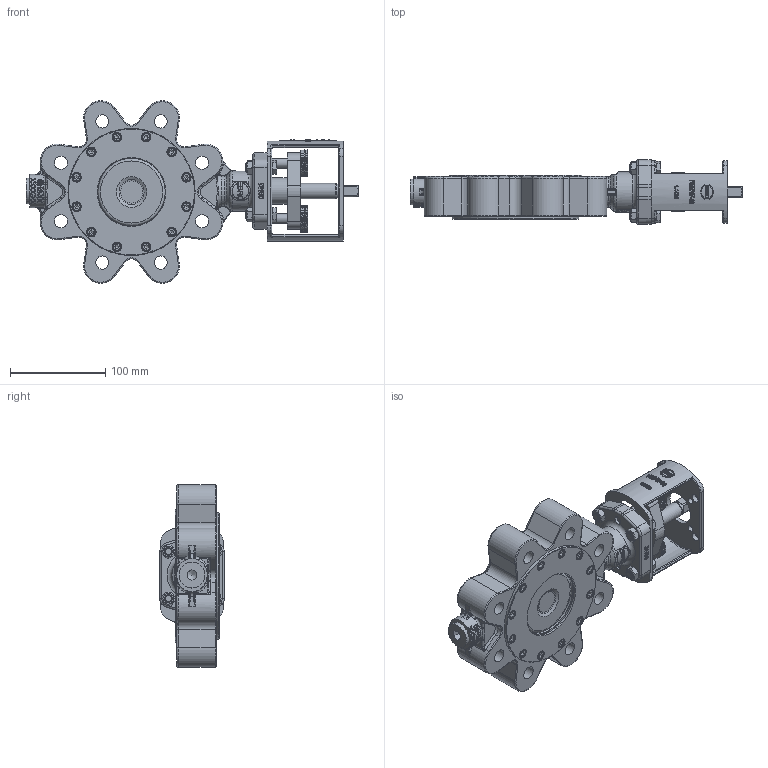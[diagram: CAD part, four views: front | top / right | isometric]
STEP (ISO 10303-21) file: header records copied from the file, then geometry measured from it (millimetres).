
FILE_DESCRIPTION(/* description */ (''),/* implementation_level */ '2;1');
FILE_NAME(/* name */ 'HP114 DN80 PN25-40.stp',/* time_stamp */ '2016-10-24T14:33:24+02:00',/* author */ ('Hellwig'),/* organization */ (''),/* preprocessor_version */ 'ST-DEVELOPER v15.6',/* originating_system */ 'Autodesk Inventor 2015',/* authorisation */ '');
FILE_SCHEMA (('AUTOMOTIVE_DESIGN { 1 0 10303 214 3 1 1 }'));
Products named in the file (1): M39772
Bounding box: 347.7 x 67.52 x 191.14 mm (x, y, z)
Volume: 8354.6 mm3; surface area: 273800.9 mm2
Topology: 43 solids, 44 shells, 2119 faces, 5220 edges, 3282 vertices
Faces by surface type: plane 782, cylinder 504, bspline 481, torus 180, cone 168, sphere 4
Full cylindrical faces by diameter (mm): 4.134 x12, 5 x12, 5.5 x12, 6.6 x8, 7.323 x4, 8 x10, 8.1 x2, 8.376 x2, 8.5 x12, 9 x12, 9.367 x4, 10 x16, 10.2 x12, 11 x2, 11.4 x4, 13.835 x8, 15.3 x1, 16 x2, 16.05 x3, 16.1 x1, 16.2 x4, 18.1 x1, 19.1 x3, 19.15 x2, 20.376 x2, 22 x1, 24.2 x2, 27 x1, 27.2 x1, 27.8 x1
Entity records: 105002 total; most frequent: CARTESIAN_POINT 57399, ORIENTED_EDGE 9454, DIRECTION 8312, EDGE_CURVE 4715, AXIS2_PLACEMENT_3D 3271, VERTEX_POINT 3181, EDGE_LOOP 2780, FACE_OUTER_BOUND 2143
